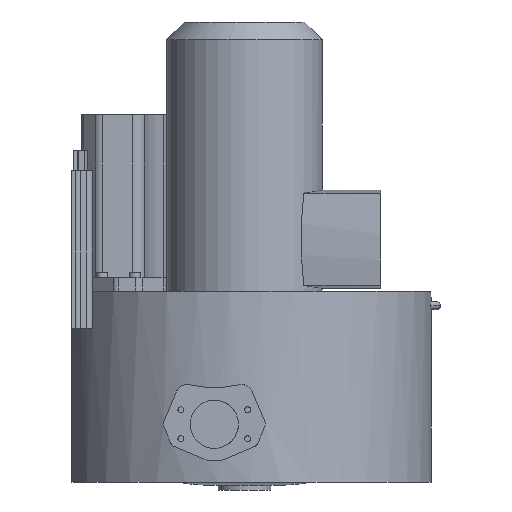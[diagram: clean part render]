
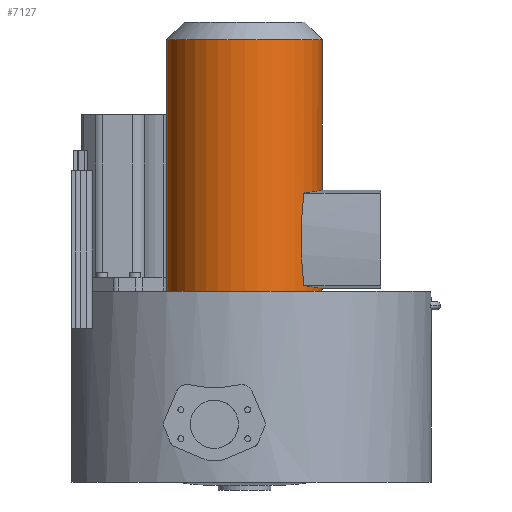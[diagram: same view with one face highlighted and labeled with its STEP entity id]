
A CAD part, front view. The second image highlights one B-rep face of the part: STEP entity #7127.
In plain terms, the highlighted cylindrical face has radius 88.7 mm (diameter 177.4 mm), a partial arc.
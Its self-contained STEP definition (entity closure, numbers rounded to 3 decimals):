
#21 = CARTESIAN_POINT ( 'NONE',  ( 70.834, -53.404, 97.948 ) ) ;
#38 = CARTESIAN_POINT ( 'NONE',  ( 64.837, -60.531, 173.168 ) ) ;
#58 = CYLINDRICAL_SURFACE ( 'NONE', #4328, 88.7 ) ;
#93 = CARTESIAN_POINT ( 'NONE',  ( 88.7, 0., 90. ) ) ;
#174 = CARTESIAN_POINT ( 'NONE',  ( 86.876, -18.083, 95.583 ) ) ;
#388 = EDGE_CURVE ( 'NONE', #4951, #4953, #10136, .T. ) ;
#411 = VERTEX_POINT ( 'NONE', #4036 ) ;
#603 = EDGE_CURVE ( 'NONE', #7468, #4894, #7533, .T. ) ;
#642 = CIRCLE ( 'NONE', #5075, 88.7 ) ;
#681 = CARTESIAN_POINT ( 'NONE',  ( 86.404, -20.71, 206.53 ) ) ;
#839 = CARTESIAN_POINT ( 'NONE',  ( 71.617, -52.348, 97.847 ) ) ;
#918 = DIRECTION ( 'NONE',  ( 0., 0., 1. ) ) ;
#925 = CARTESIAN_POINT ( 'NONE',  ( 88.7, 0., 92. ) ) ;
#928 = ORIENTED_EDGE ( 'NONE', *, *, #2507, .T. ) ;
#1005 = EDGE_CURVE ( 'NONE', #411, #8759, #642, .T. ) ;
#1033 = DIRECTION ( 'NONE',  ( 1., 0., 0. ) ) ;
#1121 = B_SPLINE_CURVE_WITH_KNOTS ( 'NONE', 3,
 ( #6321, #4015, #6222, #174, #7206, #9366, #7879, #6273, #6427, #9571, #2531, #3243, #2329, #839, #21, #4125, #5446, #5657 ),
 .UNSPECIFIED., .F., .F.,
 ( 4, 2, 2, 2, 2, 2, 2, 2, 4 ),
 ( 0.153, 0.168, 0.176, 0.18, 0.184, 0.199, 0.207, 0.211, 0.215 ),
 .UNSPECIFIED. ) ;
#1406 = DIRECTION ( 'NONE',  ( 1., 0., 0. ) ) ;
#1450 = CARTESIAN_POINT ( 'NONE',  ( 81.286, -35.523, 205.711 ) ) ;
#1557 = CARTESIAN_POINT ( 'NONE',  ( 64.402, -60.993, 140.022 ) ) ;
#1632 = CARTESIAN_POINT ( 'NONE',  ( 88.554, -5.255, 206.95 ) ) ;
#1641 = DIRECTION ( 'NONE',  ( 0., 0., 1. ) ) ;
#1839 = LINE ( 'NONE', #8165, #4231 ) ;
#1843 = VERTEX_POINT ( 'NONE', #9090 ) ;
#2116 = CARTESIAN_POINT ( 'NONE',  ( 67.547, -57.49, 203.842 ) ) ;
#2188 = CARTESIAN_POINT ( 'NONE',  ( 64.838, -60.531, 128.993 ) ) ;
#2297 = CARTESIAN_POINT ( 'NONE',  ( 67.547, -57.49, 203.842 ) ) ;
#2329 = CARTESIAN_POINT ( 'NONE',  ( 73.891, -49.14, 97.548 ) ) ;
#2391 = CARTESIAN_POINT ( 'NONE',  ( 64.273, -61.128, 146.658 ) ) ;
#2410 = LINE ( 'NONE', #6408, #4477 ) ;
#2507 = EDGE_CURVE ( 'NONE', #3544, #411, #6398, .T. ) ;
#2531 = CARTESIAN_POINT ( 'NONE',  ( 79.226, -40.222, 96.804 ) ) ;
#3024 = ORIENTED_EDGE ( 'NONE', *, *, #7016, .F. ) ;
#3026 = ORIENTED_EDGE ( 'NONE', *, *, #603, .T. ) ;
#3047 = EDGE_CURVE ( 'NONE', #1843, #7468, #1121, .T. ) ;
#3158 = CARTESIAN_POINT ( 'NONE',  ( 66.518, -58.699, 195.133 ) ) ;
#3239 = EDGE_CURVE ( 'NONE', #4894, #3544, #4900, .T. ) ;
#3243 = CARTESIAN_POINT ( 'NONE',  ( 75.301, -46.949, 97.356 ) ) ;
#3259 = CARTESIAN_POINT ( 'NONE',  ( 65.687, -59.612, 186.379 ) ) ;
#3496 = DIRECTION ( 'NONE',  ( 1., 0., 0. ) ) ;
#3544 = VERTEX_POINT ( 'NONE', #7746 ) ;
#3609 = CARTESIAN_POINT ( 'NONE',  ( 79.087, -40.247, 205.382 ) ) ;
#3703 = CARTESIAN_POINT ( 'NONE',  ( 73.952, -49.25, 204.655 ) ) ;
#3720 = CARTESIAN_POINT ( 'NONE',  ( 66.567, -58.625, 107.075 ) ) ;
#3805 = CARTESIAN_POINT ( 'NONE',  ( 87.774, -13.044, 206.783 ) ) ;
#3911 = AXIS2_PLACEMENT_3D ( 'NONE', #9974, #8442, #3496 ) ;
#4015 = CARTESIAN_POINT ( 'NONE',  ( 88.7, -5.232, 95.228 ) ) ;
#4036 = CARTESIAN_POINT ( 'NONE',  ( 88.7, 0., 378.9 ) ) ;
#4125 = CARTESIAN_POINT ( 'NONE',  ( 69.224, -55.475, 98.152 ) ) ;
#4231 = VECTOR ( 'NONE', #7500, 1000. ) ;
#4328 = AXIS2_PLACEMENT_3D ( 'NONE', #6304, #4975, #1033 ) ;
#4477 = VECTOR ( 'NONE', #1641, 1000. ) ;
#4700 = CARTESIAN_POINT ( 'NONE',  ( 64.255, -61.147, 155.501 ) ) ;
#4758 = CARTESIAN_POINT ( 'NONE',  ( 82.299, -33.109, 205.866 ) ) ;
#4894 = VERTEX_POINT ( 'NONE', #5690 ) ;
#4900 = B_SPLINE_CURVE_WITH_KNOTS ( 'NONE', 3,
 ( #2116, #7621, #3703, #5339, #3609, #7723, #1450, #4758, #5243, #6789, #681, #3805, #6943, #10067, #1632, #8386, #9924, #6014 ),
 .UNSPECIFIED., .F., .F.,
 ( 4, 2, 2, 2, 2, 2, 2, 2, 4 ),
 ( 0.089, 0.105, 0.113, 0.117, 0.12, 0.136, 0.144, 0.148, 0.152 ),
 .UNSPECIFIED. ) ;
#4951 = VERTEX_POINT ( 'NONE', #925 ) ;
#4953 = VERTEX_POINT ( 'NONE', #8837 ) ;
#4975 = DIRECTION ( 'NONE',  ( 0., 0., 1. ) ) ;
#5075 = AXIS2_PLACEMENT_3D ( 'NONE', #8955, #9171, #1406 ) ;
#5243 = CARTESIAN_POINT ( 'NONE',  ( 82.782, -31.884, 205.941 ) ) ;
#5339 = CARTESIAN_POINT ( 'NONE',  ( 77.876, -42.541, 205.206 ) ) ;
#5446 = CARTESIAN_POINT ( 'NONE',  ( 68.396, -56.492, 98.255 ) ) ;
#5460 = CARTESIAN_POINT ( 'NONE',  ( 64.255, -61.148, 148.869 ) ) ;
#5657 = CARTESIAN_POINT ( 'NONE',  ( 67.545, -57.492, 98.359 ) ) ;
#5690 = CARTESIAN_POINT ( 'NONE',  ( 67.547, -57.49, 203.842 ) ) ;
#5709 = EDGE_LOOP ( 'NONE', ( #3024, #6513, #10063, #10102, #3026, #6045, #928, #5893 ) ) ;
#5893 = ORIENTED_EDGE ( 'NONE', *, *, #1005, .T. ) ;
#6014 = CARTESIAN_POINT ( 'NONE',  ( 88.7, 0., 207.007 ) ) ;
#6028 = CARTESIAN_POINT ( 'NONE',  ( 67.033, -58.093, 102.712 ) ) ;
#6045 = ORIENTED_EDGE ( 'NONE', *, *, #3239, .T. ) ;
#6222 = CARTESIAN_POINT ( 'NONE',  ( 88.241, -10.407, 95.331 ) ) ;
#6273 = CARTESIAN_POINT ( 'NONE',  ( 84.113, -28.184, 96.047 ) ) ;
#6304 = CARTESIAN_POINT ( 'NONE',  ( 0., 0., 90. ) ) ;
#6321 = CARTESIAN_POINT ( 'NONE',  ( 88.7, 0., 95.193 ) ) ;
#6398 = LINE ( 'NONE', #93, #8367 ) ;
#6408 = CARTESIAN_POINT ( 'NONE',  ( -88.7, 0., 90. ) ) ;
#6427 = CARTESIAN_POINT ( 'NONE',  ( 83.689, -29.42, 96.115 ) ) ;
#6513 = ORIENTED_EDGE ( 'NONE', *, *, #388, .F. ) ;
#6789 = CARTESIAN_POINT ( 'NONE',  ( 85.049, -25.729, 206.3 ) ) ;
#6854 = CARTESIAN_POINT ( 'NONE',  ( 65.753, -59.537, 115.821 ) ) ;
#6943 = CARTESIAN_POINT ( 'NONE',  ( 88.119, -10.465, 206.851 ) ) ;
#7016 = EDGE_CURVE ( 'NONE', #4953, #8759, #2410, .T. ) ;
#7072 = CARTESIAN_POINT ( 'NONE',  ( 64.62, -60.762, 168.751 ) ) ;
#7094 = FACE_OUTER_BOUND ( 'NONE', #5709, .T. ) ;
#7127 = ADVANCED_FACE ( 'NONE', ( #7094 ), #58, .T. ) ;
#7206 = CARTESIAN_POINT ( 'NONE',  ( 86.308, -20.627, 95.683 ) ) ;
#7468 = VERTEX_POINT ( 'NONE', #8051 ) ;
#7500 = DIRECTION ( 'NONE',  ( 0., 0., 1. ) ) ;
#7533 = B_SPLINE_CURVE_WITH_KNOTS ( 'NONE', 3,
 ( #9936, #6028, #3720, #6854, #9228, #2188, #8699, #1557, #9333, #2391, #5460, #4700, #7846, #7072, #38, #3259, #3158, #2297 ),
 .UNSPECIFIED., .F., .F.,
 ( 4, 2, 2, 2, 2, 2, 2, 2, 4 ),
 ( 0., 0.013, 0.026, 0.04, 0.046, 0.053, 0.066, 0.079, 0.106 ),
 .UNSPECIFIED. ) ;
#7621 = CARTESIAN_POINT ( 'NONE',  ( 70.951, -53.491, 204.256 ) ) ;
#7723 = CARTESIAN_POINT ( 'NONE',  ( 80.755, -36.715, 205.63 ) ) ;
#7746 = CARTESIAN_POINT ( 'NONE',  ( 88.7, 0., 207.007 ) ) ;
#7846 = CARTESIAN_POINT ( 'NONE',  ( 64.329, -61.07, 159.919 ) ) ;
#7879 = CARTESIAN_POINT ( 'NONE',  ( 84.91, -25.685, 95.917 ) ) ;
#8051 = CARTESIAN_POINT ( 'NONE',  ( 67.545, -57.492, 98.359 ) ) ;
#8165 = CARTESIAN_POINT ( 'NONE',  ( 88.7, 0., 90. ) ) ;
#8367 = VECTOR ( 'NONE', #918, 1000. ) ;
#8386 = CARTESIAN_POINT ( 'NONE',  ( 88.671, -2.629, 206.985 ) ) ;
#8442 = DIRECTION ( 'NONE',  ( 0., 0., -1. ) ) ;
#8699 = CARTESIAN_POINT ( 'NONE',  ( 64.62, -60.761, 133.398 ) ) ;
#8759 = VERTEX_POINT ( 'NONE', #10023 ) ;
#8837 = CARTESIAN_POINT ( 'NONE',  ( -88.7, 0., 92. ) ) ;
#8955 = CARTESIAN_POINT ( 'NONE',  ( 0., 0., 378.9 ) ) ;
#9090 = CARTESIAN_POINT ( 'NONE',  ( 88.7, 0., 95.193 ) ) ;
#9171 = DIRECTION ( 'NONE',  ( 0., 0., -1. ) ) ;
#9228 = CARTESIAN_POINT ( 'NONE',  ( 65.404, -59.918, 120.205 ) ) ;
#9333 = CARTESIAN_POINT ( 'NONE',  ( 64.347, -61.051, 142.234 ) ) ;
#9366 = CARTESIAN_POINT ( 'NONE',  ( 85.282, -24.421, 95.856 ) ) ;
#9571 = CARTESIAN_POINT ( 'NONE',  ( 81.438, -35.536, 96.471 ) ) ;
#9924 = CARTESIAN_POINT ( 'NONE',  ( 88.7, -1.311, 206.999 ) ) ;
#9936 = CARTESIAN_POINT ( 'NONE',  ( 67.545, -57.492, 98.359 ) ) ;
#9974 = CARTESIAN_POINT ( 'NONE',  ( 0., 0., 92. ) ) ;
#10023 = CARTESIAN_POINT ( 'NONE',  ( -88.7, 0., 378.9 ) ) ;
#10063 = ORIENTED_EDGE ( 'NONE', *, *, #10077, .T. ) ;
#10067 = CARTESIAN_POINT ( 'NONE',  ( 88.467, -6.562, 206.929 ) ) ;
#10077 = EDGE_CURVE ( 'NONE', #4951, #1843, #1839, .T. ) ;
#10102 = ORIENTED_EDGE ( 'NONE', *, *, #3047, .T. ) ;
#10136 = CIRCLE ( 'NONE', #3911, 88.7 ) ;
